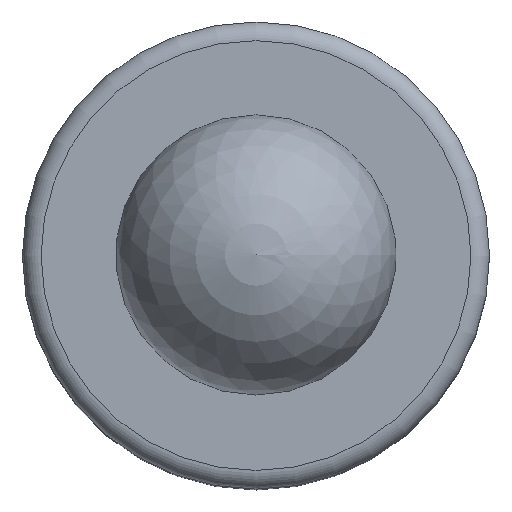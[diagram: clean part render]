
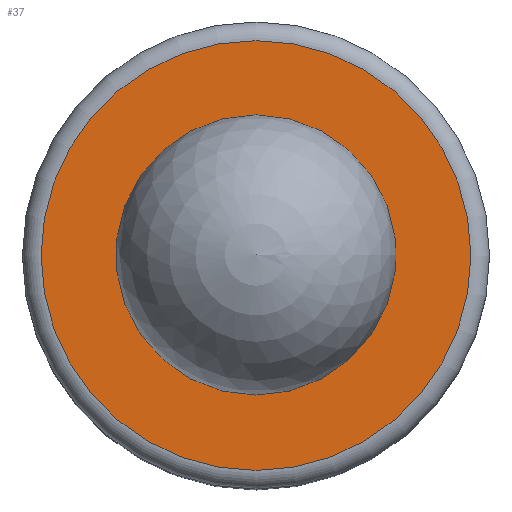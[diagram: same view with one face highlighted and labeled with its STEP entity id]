
A CAD part, top view. The second image highlights one B-rep face of the part: STEP entity #37.
In plain terms, the highlighted planar face has unit normal (0, 0, 1).
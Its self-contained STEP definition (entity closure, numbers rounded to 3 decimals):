
#37 = ADVANCED_FACE( '', ( #73, #74 ), #75, .F. );
#73 = FACE_OUTER_BOUND( '', #107, .T. );
#74 = FACE_BOUND( '', #108, .T. );
#75 = PLANE( '', #109 );
#107 = EDGE_LOOP( '', ( #141 ) );
#108 = EDGE_LOOP( '', ( #142 ) );
#109 = AXIS2_PLACEMENT_3D( '', #143, #144, #145 );
#141 = ORIENTED_EDGE( '', *, *, #172, .T. );
#142 = ORIENTED_EDGE( '', *, *, #170, .T. );
#143 = CARTESIAN_POINT( '', ( 0., 0., 3.95 ) );
#144 = DIRECTION( '', ( 0., 0., -1. ) );
#145 = DIRECTION( '', ( -1., 0., 0. ) );
#170 = EDGE_CURVE( '', #187, #187, #188, .T. );
#172 = EDGE_CURVE( '', #190, #190, #191, .F. );
#187 = VERTEX_POINT( '', #206 );
#188 = CIRCLE( '', #207, 1.511 );
#190 = VERTEX_POINT( '', #209 );
#191 = CIRCLE( '', #210, 4.6 );
#206 = CARTESIAN_POINT( '', ( -1.511, 0., 3.95 ) );
#207 = AXIS2_PLACEMENT_3D( '', #225, #226, #227 );
#209 = CARTESIAN_POINT( '', ( -4.6, 0., 3.95 ) );
#210 = AXIS2_PLACEMENT_3D( '', #228, #229, #230 );
#225 = CARTESIAN_POINT( '', ( 0., 0., 3.95 ) );
#226 = DIRECTION( '', ( 0., 0., -1. ) );
#227 = DIRECTION( '', ( -1., 0., 0. ) );
#228 = CARTESIAN_POINT( '', ( 0., 0., 3.95 ) );
#229 = DIRECTION( '', ( 0., 0., -1. ) );
#230 = DIRECTION( '', ( -1., 0., 0. ) );
